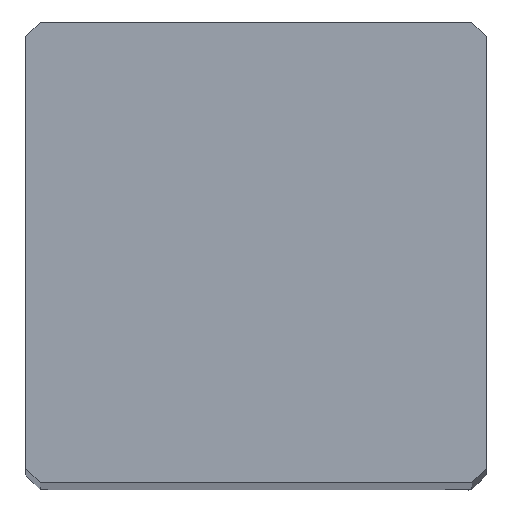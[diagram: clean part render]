
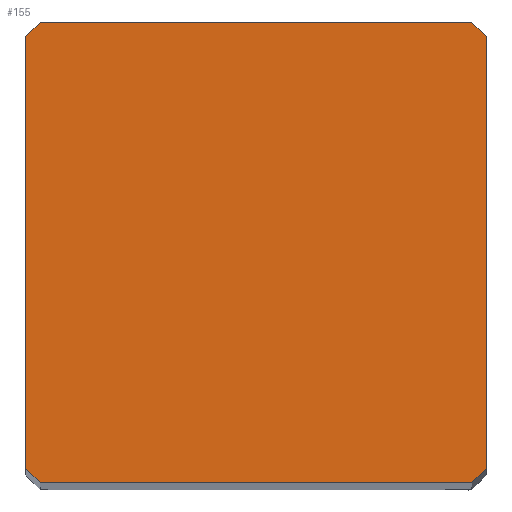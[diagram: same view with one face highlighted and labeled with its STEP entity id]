
A CAD part, top view. The second image highlights one B-rep face of the part: STEP entity #155.
In plain terms, the highlighted planar face has unit normal (0, 0, 1).
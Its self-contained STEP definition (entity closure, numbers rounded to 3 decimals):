
#101=FACE_OUTER_BOUND('',#242,.T.);
#155=ADVANCED_FACE('',(#101),#211,.T.);
#211=PLANE('',#1167);
#242=EDGE_LOOP('',(#368,#369,#370,#371,#372,#373,#374,#375));
#368=ORIENTED_EDGE('',*,*,#780,.F.);
#369=ORIENTED_EDGE('',*,*,#781,.F.);
#370=ORIENTED_EDGE('',*,*,#782,.F.);
#371=ORIENTED_EDGE('',*,*,#759,.T.);
#372=ORIENTED_EDGE('',*,*,#770,.F.);
#373=ORIENTED_EDGE('',*,*,#779,.F.);
#374=ORIENTED_EDGE('',*,*,#783,.F.);
#375=ORIENTED_EDGE('',*,*,#784,.T.);
#654=VERTEX_POINT('',#1589);
#655=VERTEX_POINT('',#1590);
#664=VERTEX_POINT('',#1610);
#671=VERTEX_POINT('',#1628);
#672=VERTEX_POINT('',#1632);
#673=VERTEX_POINT('',#1633);
#674=VERTEX_POINT('',#1635);
#675=VERTEX_POINT('',#1638);
#759=EDGE_CURVE('',#654,#655,#915,.T.);
#770=EDGE_CURVE('',#664,#655,#923,.T.);
#779=EDGE_CURVE('',#671,#664,#932,.T.);
#780=EDGE_CURVE('',#672,#673,#933,.T.);
#781=EDGE_CURVE('',#674,#672,#934,.T.);
#782=EDGE_CURVE('',#654,#674,#935,.T.);
#783=EDGE_CURVE('',#675,#671,#936,.T.);
#784=EDGE_CURVE('',#675,#673,#937,.T.);
#915=LINE('',#1588,#1001);
#923=LINE('',#1612,#1009);
#932=LINE('',#1629,#1018);
#933=LINE('',#1631,#1019);
#934=LINE('',#1634,#1020);
#935=LINE('',#1636,#1021);
#936=LINE('',#1637,#1022);
#937=LINE('',#1639,#1023);
#1001=VECTOR('',#1284,1.);
#1009=VECTOR('',#1300,1.);
#1018=VECTOR('',#1313,1.);
#1019=VECTOR('',#1316,1.);
#1020=VECTOR('',#1317,1.);
#1021=VECTOR('',#1318,1.);
#1022=VECTOR('',#1319,1.);
#1023=VECTOR('',#1320,1.);
#1167=AXIS2_PLACEMENT_3D('',#1640,#1321,#1322);
#1284=DIRECTION('',(1.,0.,0.));
#1300=DIRECTION('',(-0.707,-0.707,0.));
#1313=DIRECTION('',(0.,-1.,0.));
#1316=DIRECTION('',(0.707,0.707,0.));
#1317=DIRECTION('',(0.,1.,0.));
#1318=DIRECTION('',(-0.707,0.707,0.));
#1319=DIRECTION('',(0.707,-0.707,0.));
#1320=DIRECTION('',(-1.,0.,0.));
#1321=DIRECTION('',(0.,0.,1.));
#1322=DIRECTION('',(1.,0.,0.));
#1588=CARTESIAN_POINT('',(0.5,0.,0.));
#1589=CARTESIAN_POINT('',(0.5,0.,0.));
#1590=CARTESIAN_POINT('',(15.5,0.,0.));
#1610=CARTESIAN_POINT('',(16.,0.5,0.));
#1612=CARTESIAN_POINT('',(16.,0.5,0.));
#1628=CARTESIAN_POINT('',(16.,15.5,0.));
#1629=CARTESIAN_POINT('',(16.,15.5,0.));
#1631=CARTESIAN_POINT('',(0.,15.5,0.));
#1632=CARTESIAN_POINT('',(0.,15.5,0.));
#1633=CARTESIAN_POINT('',(0.5,16.,0.));
#1634=CARTESIAN_POINT('',(0.,0.5,0.));
#1635=CARTESIAN_POINT('',(0.,0.5,0.));
#1636=CARTESIAN_POINT('',(0.5,0.,0.));
#1637=CARTESIAN_POINT('',(15.5,16.,0.));
#1638=CARTESIAN_POINT('',(15.5,16.,0.));
#1639=CARTESIAN_POINT('',(15.5,16.,0.));
#1640=CARTESIAN_POINT('',(8.,8.,0.));
